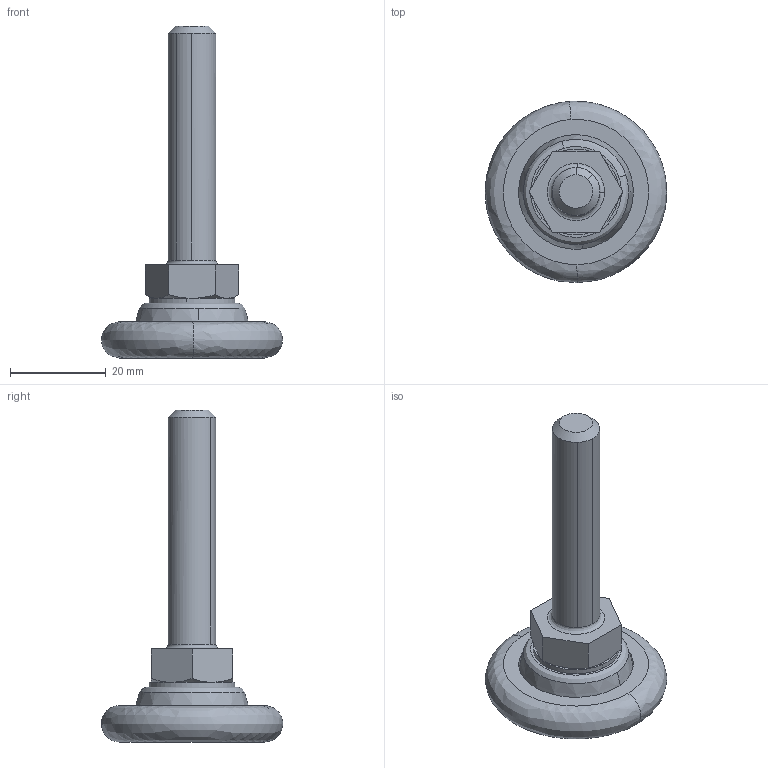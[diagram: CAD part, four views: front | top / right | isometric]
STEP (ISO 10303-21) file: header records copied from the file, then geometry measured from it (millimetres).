
FILE_DESCRIPTION((''),'2;1');
FILE_NAME('','2005-12-14T16:57:06',(''),(''),'','CADfix','');
FILE_SCHEMA(('AUTOMOTIVE_DESIGN'));
Length unit declared in the file: millimetre
Products named in the file (5): washer; rubber pad; foot; bolt; TM_236_2_6501_36
Assembly tree (4 placements, depth 2):
  TM_236_2_6501_36
    washer
    rubber pad
    foot
    bolt
Bounding box: 38 x 37.99 x 69.5 mm (x, y, z)
Volume: 13227.5 mm3; surface area: 8683.9 mm2
Topology: 4 solids, 4 shells, 58 faces, 176 edges, 132 vertices
Faces by surface type: bspline 58
Entity records: 2505 total; most frequent: CARTESIAN_POINT 1453, ORIENTED_EDGE 352, EDGE_CURVE 176, VERTEX_POINT 132, EDGE_LOOP 68, FACE_OUTER_BOUND 58, ADVANCED_FACE 58, QUASI_UNIFORM_CURVE 30
